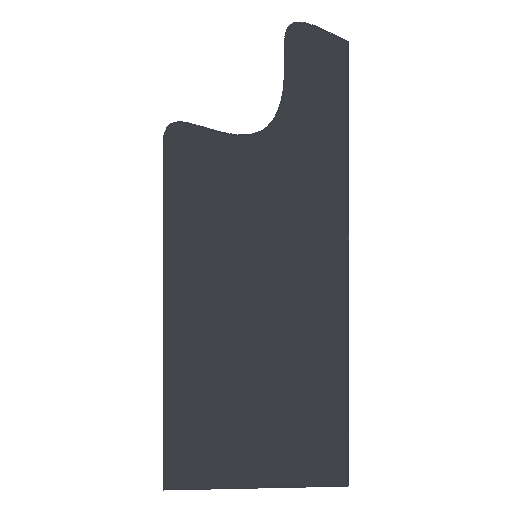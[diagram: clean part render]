
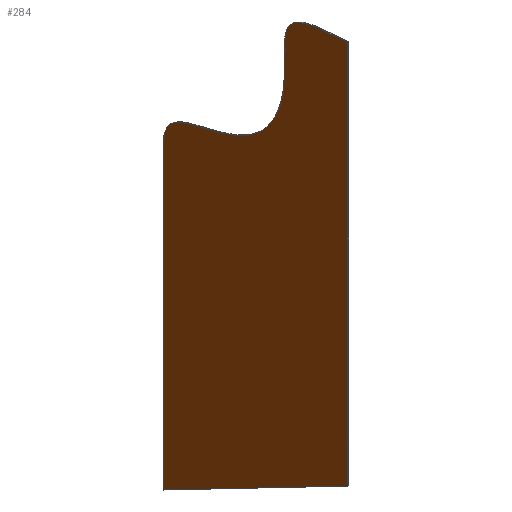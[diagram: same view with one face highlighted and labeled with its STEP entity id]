
A CAD part, isometric view. The second image highlights one B-rep face of the part: STEP entity #284.
In plain terms, the highlighted planar face has unit normal (-1, 0, 0).
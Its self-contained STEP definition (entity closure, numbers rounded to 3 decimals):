
#25 = EDGE_LOOP ( 'NONE', ( #33, #44, #149, #212, #42 ) ) ;
#29 = CARTESIAN_POINT ( 'NONE',  ( 0.686, 0., -304.8 ) ) ;
#30 = CARTESIAN_POINT ( 'NONE',  ( 0.686, 49.276, 300.515 ) ) ;
#33 = ORIENTED_EDGE ( 'NONE', *, *, #203, .F. ) ;
#35 = CARTESIAN_POINT ( 'NONE',  ( 0.686, 162.252, 282.463 ) ) ;
#40 = VECTOR ( 'NONE', #93, 1000. ) ;
#42 = ORIENTED_EDGE ( 'NONE', *, *, #96, .F. ) ;
#43 = AXIS2_PLACEMENT_3D ( 'NONE', #63, #65, #197 ) ;
#44 = ORIENTED_EDGE ( 'NONE', *, *, #110, .F. ) ;
#51 = LINE ( 'NONE', #161, #40 ) ;
#55 = DIRECTION ( 'NONE',  ( 0., 0.888, -0.46 ) ) ;
#60 = CARTESIAN_POINT ( 'NONE',  ( 0.686, 292.1, 125.08 ) ) ;
#63 = CARTESIAN_POINT ( 'NONE',  ( 0.686, 117.315, 140.591 ) ) ;
#65 = DIRECTION ( 'NONE',  ( -1., 0., 0. ) ) ;
#68 = DIRECTION ( 'NONE',  ( 0., -0.996, 0.087 ) ) ;
#79 = LINE ( 'NONE', #123, #139 ) ;
#87 = EDGE_CURVE ( 'NONE', #95, #142, #274, .T. ) ;
#89 = VERTEX_POINT ( 'NONE', #230 ) ;
#93 = DIRECTION ( 'NONE',  ( 0., 0., 1. ) ) ;
#95 = VERTEX_POINT ( 'NONE', #29 ) ;
#96 = EDGE_CURVE ( 'NONE', #89, #95, #79, .T. ) ;
#110 = EDGE_CURVE ( 'NONE', #226, #228, #255, .T. ) ;
#123 = CARTESIAN_POINT ( 'NONE',  ( 0.686, 0., 304.8 ) ) ;
#124 = CARTESIAN_POINT ( 'NONE',  ( 0.686, 292.1, 20.553 ) ) ;
#139 = VECTOR ( 'NONE', #189, 1000. ) ;
#142 = VERTEX_POINT ( 'NONE', #202 ) ;
#149 = ORIENTED_EDGE ( 'NONE', *, *, #160, .F. ) ;
#151 = CARTESIAN_POINT ( 'NONE',  ( 0.686, 97.824, 130.112 ) ) ;
#160 = EDGE_CURVE ( 'NONE', #142, #226, #51, .T. ) ;
#161 = CARTESIAN_POINT ( 'NONE',  ( 0.686, 292.1, -456.184 ) ) ;
#164 = CARTESIAN_POINT ( 'NONE',  ( 0.686, 0., -304.8 ) ) ;
#165 = VECTOR ( 'NONE', #55, 1000. ) ;
#168 = CARTESIAN_POINT ( 'NONE',  ( 0.686, 292.1, 20.553 ) ) ;
#170 = CARTESIAN_POINT ( 'NONE',  ( 0.686, 113.37, 15.187 ) ) ;
#171 = FACE_OUTER_BOUND ( 'NONE', #25, .T. ) ;
#176 = VECTOR ( 'NONE', #68, 1000. ) ;
#189 = DIRECTION ( 'NONE',  ( 0., 0., -1. ) ) ;
#197 = DIRECTION ( 'NONE',  ( 0., 0., 1. ) ) ;
#202 = CARTESIAN_POINT ( 'NONE',  ( 0.686, 292.1, -456.184 ) ) ;
#203 = EDGE_CURVE ( 'NONE', #228, #89, #232, .T. ) ;
#212 = ORIENTED_EDGE ( 'NONE', *, *, #87, .F. ) ;
#226 = VERTEX_POINT ( 'NONE', #124 ) ;
#228 = VERTEX_POINT ( 'NONE', #30 ) ;
#229 = CARTESIAN_POINT ( 'NONE',  ( 0.686, 49.276, 300.515 ) ) ;
#230 = CARTESIAN_POINT ( 'NONE',  ( 0.686, 0., 304.8 ) ) ;
#232 = LINE ( 'NONE', #229, #176 ) ;
#237 = CARTESIAN_POINT ( 'NONE',  ( 0.686, 52.245, 226.761 ) ) ;
#255 = B_SPLINE_CURVE_WITH_KNOTS ( 'NONE', 6,
 ( #168, #60, #170, #151, #237, #35, #259 ),
 .UNSPECIFIED., .F., .F.,
 ( 7, 7 ),
 ( 0., 0.947 ),
 .UNSPECIFIED. ) ;
#259 = CARTESIAN_POINT ( 'NONE',  ( 0.686, 49.276, 300.515 ) ) ;
#260 = PLANE ( 'NONE',  #43 ) ;
#274 = LINE ( 'NONE', #164, #165 ) ;
#284 = ADVANCED_FACE ( 'NONE', ( #171 ), #260, .T. ) ;
